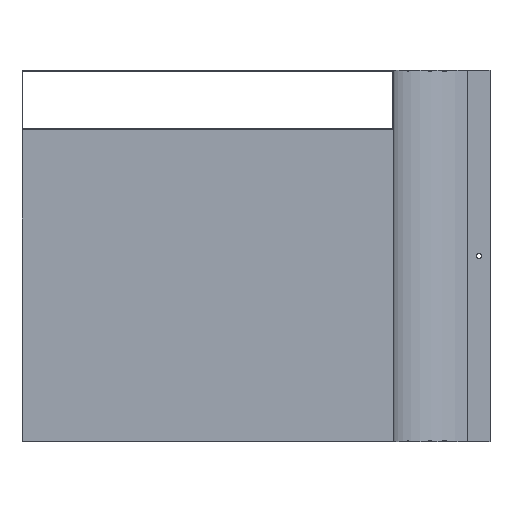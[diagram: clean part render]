
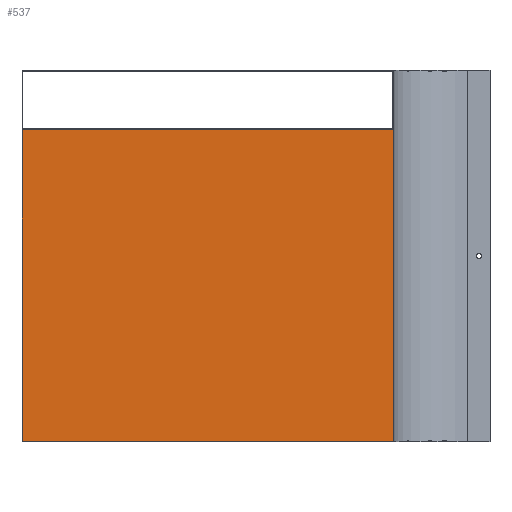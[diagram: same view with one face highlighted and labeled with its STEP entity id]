
A CAD part, front view. The second image highlights one B-rep face of the part: STEP entity #537.
In plain terms, the highlighted planar face has unit normal (0, -1, 0).
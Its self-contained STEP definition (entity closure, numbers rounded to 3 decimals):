
#73 = CARTESIAN_POINT ( 'NONE',  ( 500., -1., -79. ) ) ;
#84 = CARTESIAN_POINT ( 'NONE',  ( 0., -1., -79. ) ) ;
#97 = CARTESIAN_POINT ( 'NONE',  ( 0., -1., -499. ) ) ;
#109 = CARTESIAN_POINT ( 'NONE',  ( 500., -1., -499. ) ) ;
#258 = CARTESIAN_POINT ( 'NONE',  ( 0., -1., -499. ) ) ;
#263 = DIRECTION ( 'NONE',  ( 1., 0., 0. ) ) ;
#292 = ORIENTED_EDGE ( 'NONE', *, *, #1016, .T. ) ;
#297 = ORIENTED_EDGE ( 'NONE', *, *, #985, .T. ) ;
#302 = ORIENTED_EDGE ( 'NONE', *, *, #962, .T. ) ;
#304 = ORIENTED_EDGE ( 'NONE', *, *, #1041, .T. ) ;
#426 = DIRECTION ( 'NONE',  ( 0., 0., 1. ) ) ;
#431 = CARTESIAN_POINT ( 'NONE',  ( 500., -1., -499. ) ) ;
#455 = DIRECTION ( 'NONE',  ( 0., 0., 1. ) ) ;
#456 = DIRECTION ( 'NONE',  ( 0., 1., 0. ) ) ;
#459 = PLANE ( 'NONE',  #926 ) ;
#461 = CARTESIAN_POINT ( 'NONE',  ( 0., -1., 0. ) ) ;
#537 = ADVANCED_FACE ( 'NONE', ( #1372 ), #459, .F. ) ;
#645 = LINE ( 'NONE', #258, #648 ) ;
#648 = VECTOR ( 'NONE', #263, 1000. ) ;
#698 = LINE ( 'NONE', #1727, #703 ) ;
#703 = VECTOR ( 'NONE', #1732, 1000. ) ;
#748 = LINE ( 'NONE', #1781, #751 ) ;
#751 = VECTOR ( 'NONE', #1782, 1000. ) ;
#926 = AXIS2_PLACEMENT_3D ( 'NONE', #461, #456, #455 ) ;
#962 = EDGE_CURVE ( 'NONE', #1541, #1513, #1403, .T. ) ;
#985 = EDGE_CURVE ( 'NONE', #1529, #1541, #645, .T. ) ;
#1016 = EDGE_CURVE ( 'NONE', #1513, #1514, #698, .T. ) ;
#1041 = EDGE_CURVE ( 'NONE', #1514, #1529, #748, .T. ) ;
#1129 = EDGE_LOOP ( 'NONE', ( #304, #297, #302, #292 ) ) ;
#1372 = FACE_OUTER_BOUND ( 'NONE', #1129, .T. ) ;
#1403 = LINE ( 'NONE', #431, #1408 ) ;
#1408 = VECTOR ( 'NONE', #426, 1000. ) ;
#1513 = VERTEX_POINT ( 'NONE', #73 ) ;
#1514 = VERTEX_POINT ( 'NONE', #84 ) ;
#1529 = VERTEX_POINT ( 'NONE', #97 ) ;
#1541 = VERTEX_POINT ( 'NONE', #109 ) ;
#1727 = CARTESIAN_POINT ( 'NONE',  ( 0., -1., -79. ) ) ;
#1732 = DIRECTION ( 'NONE',  ( -1., 0., 0. ) ) ;
#1781 = CARTESIAN_POINT ( 'NONE',  ( 0., -1., -499. ) ) ;
#1782 = DIRECTION ( 'NONE',  ( 0., 0., -1. ) ) ;
